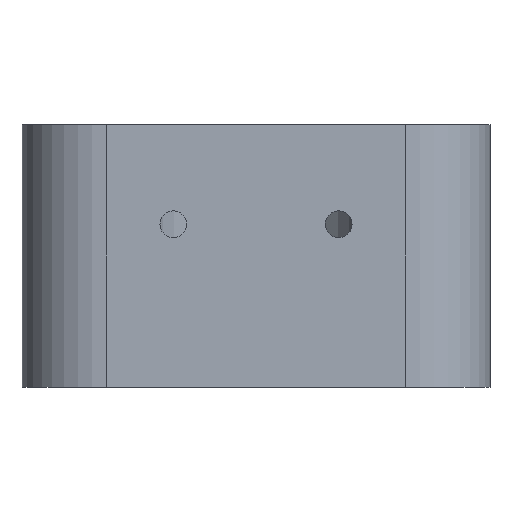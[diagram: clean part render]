
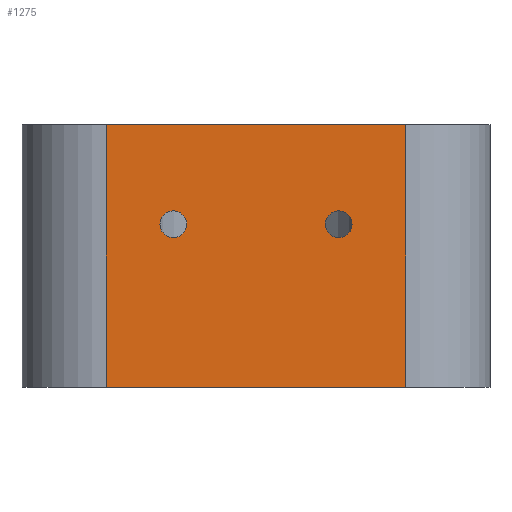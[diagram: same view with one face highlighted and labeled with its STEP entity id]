
A CAD part, left-side view. The second image highlights one B-rep face of the part: STEP entity #1275.
In plain terms, the highlighted planar face has unit normal (-1, 0, 0).
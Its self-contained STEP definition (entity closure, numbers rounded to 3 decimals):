
#39=FACE_BOUND('',#228,.T.);
#40=FACE_BOUND('',#229,.T.);
#92=PLANE('',#1382);
#156=FACE_OUTER_BOUND('',#227,.T.);
#227=EDGE_LOOP('',(#1126,#1127,#1128,#1129));
#228=EDGE_LOOP('',(#1130));
#229=EDGE_LOOP('',(#1131));
#369=LINE('',#2236,#502);
#370=LINE('',#2240,#503);
#371=LINE('',#2242,#504);
#372=LINE('',#2243,#505);
#502=VECTOR('',#1691,10.);
#503=VECTOR('',#1696,10.);
#504=VECTOR('',#1697,10.);
#505=VECTOR('',#1698,10.);
#509=CIRCLE('',#1295,1.3);
#511=CIRCLE('',#1298,1.3);
#541=VERTEX_POINT('',#1716);
#543=VERTEX_POINT('',#1722);
#653=VERTEX_POINT('',#2233);
#654=VERTEX_POINT('',#2235);
#655=VERTEX_POINT('',#2239);
#656=VERTEX_POINT('',#2241);
#659=EDGE_CURVE('',#541,#541,#509,.T.);
#662=EDGE_CURVE('',#543,#543,#511,.T.);
#829=EDGE_CURVE('',#654,#653,#369,.T.);
#831=EDGE_CURVE('',#655,#653,#370,.T.);
#832=EDGE_CURVE('',#656,#655,#371,.T.);
#833=EDGE_CURVE('',#656,#654,#372,.T.);
#1126=ORIENTED_EDGE('',*,*,#829,.T.);
#1127=ORIENTED_EDGE('',*,*,#831,.F.);
#1128=ORIENTED_EDGE('',*,*,#832,.F.);
#1129=ORIENTED_EDGE('',*,*,#833,.T.);
#1130=ORIENTED_EDGE('',*,*,#659,.T.);
#1131=ORIENTED_EDGE('',*,*,#662,.T.);
#1275=ADVANCED_FACE('',(#156,#39,#40),#92,.T.);
#1295=AXIS2_PLACEMENT_3D('',#1717,#1393,#1394);
#1298=AXIS2_PLACEMENT_3D('',#1723,#1400,#1401);
#1382=AXIS2_PLACEMENT_3D('',#2238,#1694,#1695);
#1393=DIRECTION('center_axis',(1.,0.,0.));
#1394=DIRECTION('ref_axis',(0.,-1.,0.));
#1400=DIRECTION('center_axis',(1.,0.,0.));
#1401=DIRECTION('ref_axis',(0.,-1.,0.));
#1691=DIRECTION('',(0.,0.,1.));
#1694=DIRECTION('center_axis',(-1.,0.,0.));
#1695=DIRECTION('ref_axis',(0.,-1.,0.));
#1696=DIRECTION('',(0.,-1.,0.));
#1697=DIRECTION('',(0.,0.,1.));
#1698=DIRECTION('',(0.,-1.,0.));
#1716=CARTESIAN_POINT('',(-48.727,-6.7,17.8));
#1717=CARTESIAN_POINT('Origin',(-48.727,-8.,17.8));
#1722=CARTESIAN_POINT('',(-48.727,9.3,17.8));
#1723=CARTESIAN_POINT('Origin',(-48.727,8.,17.8));
#2233=CARTESIAN_POINT('',(-48.727,-14.478,27.432));
#2235=CARTESIAN_POINT('',(-48.727,-14.478,2.032));
#2236=CARTESIAN_POINT('',(-48.727,-14.478,2.032));
#2238=CARTESIAN_POINT('Origin',(-48.727,14.478,2.032));
#2239=CARTESIAN_POINT('',(-48.727,14.478,27.432));
#2240=CARTESIAN_POINT('',(-48.727,14.478,27.432));
#2241=CARTESIAN_POINT('',(-48.727,14.478,2.032));
#2242=CARTESIAN_POINT('',(-48.727,14.478,2.032));
#2243=CARTESIAN_POINT('',(-48.727,14.478,2.032));
